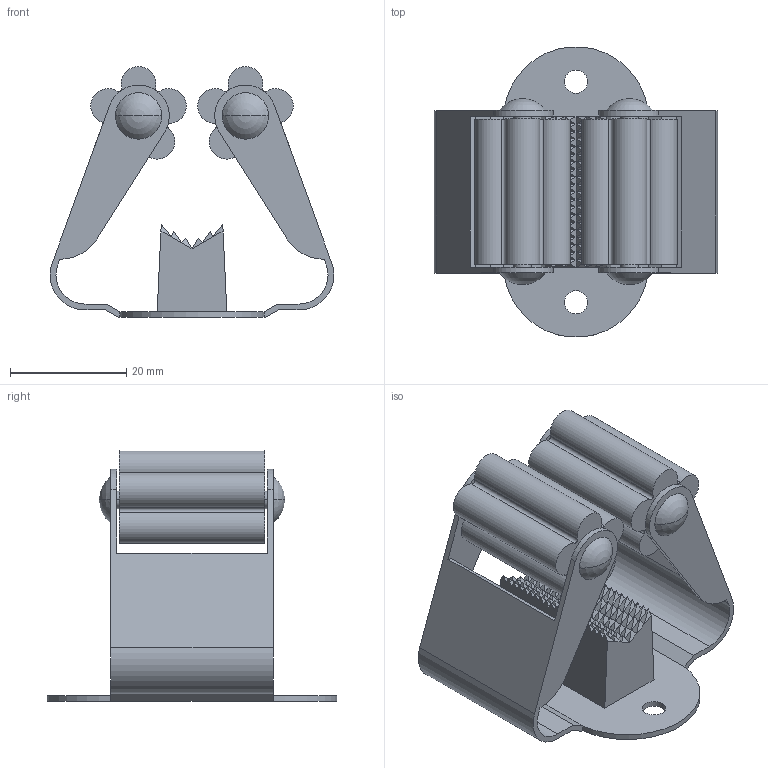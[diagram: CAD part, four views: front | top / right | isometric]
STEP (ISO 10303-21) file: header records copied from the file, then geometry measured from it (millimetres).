
FILE_DESCRIPTION(('Creo Elements/Direct Modeling STEP Export'),'2;1');
FILE_NAME('2361-50.stp','2022-05-17T 9:02:22',(''),(''),'Creo Elements/Direct Modeling STEP processor for AP214 (Solid Model)','Creo Elements/Direct Modeling 20.0 12-Nov-2016 (C) Parametric Technology GmbH','');
FILE_SCHEMA(('AUTOMOTIVE_DESIGN { 1 0 10303 214 1 1 1 1 }'));
Length unit declared in the file: millimetre
Products named in the file (7): Achse.1; Blechteil; Gummi; Rolle; Achse; Rolle.1; 2361-50
Assembly tree (6 placements, depth 2):
  2361-50
    Rolle.1
    Achse
    Rolle
    Gummi
    Blechteil
    Achse.1
Bounding box: 48.86 x 49.91 x 43.19 mm (x, y, z)
Volume: 15980.7 mm3; surface area: 15616.5 mm2
Topology: 6 solids, 6 shells, 580 faces, 1078 edges, 507 vertices
Faces by surface type: plane 506, cylinder 66, sphere 8
Entity records: 11019 total; most frequent: ORIENTED_EDGE 2140, CARTESIAN_POINT 1622, DIRECTION 1472, EDGE_CURVE 1070, VECTOR 758, LINE 758, EDGE_LOOP 605, FACE_OUTER_BOUND 580
